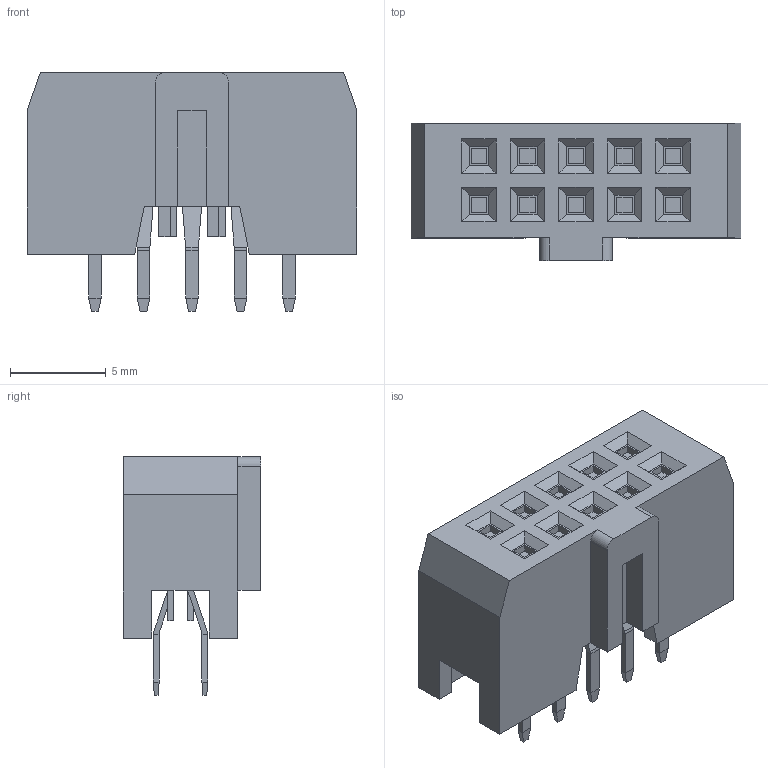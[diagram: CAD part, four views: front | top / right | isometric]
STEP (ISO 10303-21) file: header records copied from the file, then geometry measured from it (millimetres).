
FILE_DESCRIPTION(('CoCreate Modeling STEP Export'),'2;1');
FILE_NAME('HIF3FB-10DA-2.54DSA.stp','2009-05-23T 9:42:01',(''),(''),'CoCreate Modeling STEP processor for AP214 (Solid Model)','CoCreate Modeling 16.00B 02-Dec-2008 (C) Parametric Technology GmbH','');
FILE_SCHEMA(('AUTOMOTIVE_DESIGN { 1 0 10303 214 1 1 1 1 }'));
Length unit declared in the file: millimetre
Products named in the file (1): HIF3FB-10DA-2.54DSA
Bounding box: 17.27 x 7.2 x 12.5 mm (x, y, z)
Volume: 801.8 mm3; surface area: 867.2 mm2
Topology: 1 solids, 1 shells, 338 faces, 808 edges, 512 vertices
Faces by surface type: plane 316, cylinder 22
Entity records: 9353 total; most frequent: CARTESIAN_POINT 1618, ORIENTED_EDGE 1616, DIRECTION 1468, EDGE_CURVE 808, VECTOR 744, LINE 744, VERTEX_POINT 512, EDGE_LOOP 378
